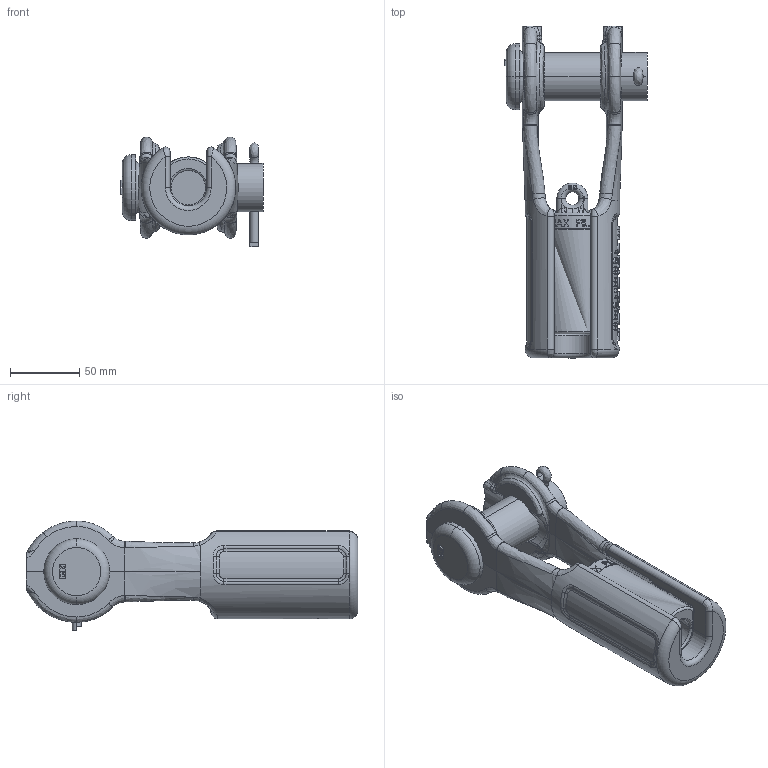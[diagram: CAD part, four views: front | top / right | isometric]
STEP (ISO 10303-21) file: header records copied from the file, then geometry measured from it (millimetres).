
FILE_DESCRIPTION((''),'2;1');
FILE_NAME('CROSBY_SB-427_16-19MM_1052014','2013-02-04T',('Alan Doughty'),('The Crosby Group LLC'),'PRO/ENGINEER BY PARAMETRIC TECHNOLOGY CORPORATION, 2012420','PRO/ENGINEER BY PARAMETRIC TECHNOLOGY CORPORATION, 2012420','');
FILE_SCHEMA(('AUTOMOTIVE_DESIGN { 1 0 10303 214 1 1 1 1 }'));
Length unit declared in the file: inch
Products named in the file (1): CROSBY_SB-427_16-19MM_1052014
Bounding box: 102.62 x 239.78 x 79.44 mm (x, y, z)
Volume: 474029.8 mm3; surface area: 113431.2 mm2
Topology: 3 solids, 3 shells, 733 faces, 1832 edges, 1151 vertices
Faces by surface type: plane 334, bspline 166, cylinder 115, extrusion 65, torus 35, sphere 14, cone 4
Entity records: 38344 total; most frequent: CARTESIAN_POINT 16442, ORIENTED_EDGE 3664, DIRECTION 2752, PRESENTATION_STYLE_ASSIGNMENT 1844, STYLED_ITEM 1835, CURVE_STYLE 1832, EDGE_CURVE 1832, VERTEX_POINT 1151
